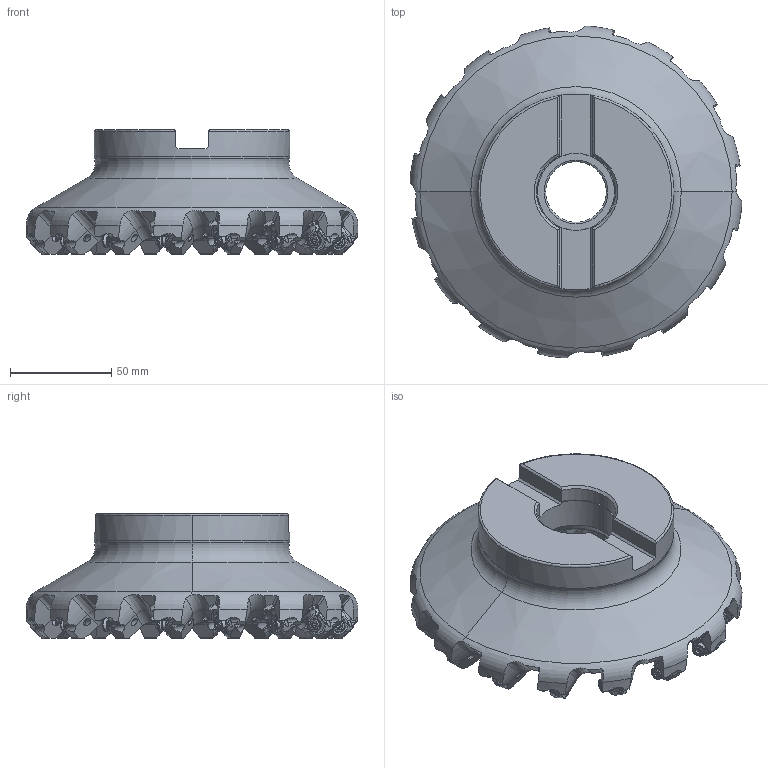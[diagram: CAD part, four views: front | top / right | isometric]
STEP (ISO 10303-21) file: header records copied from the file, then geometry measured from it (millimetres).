
FILE_DESCRIPTION(/* description */ (''),/* implementation_level */ '2;1');
FILE_NAME(/* name */ 'WSX445UR0616EA.stp',/* time_stamp */ '2021-09-08T11:36:28+09:00',/* author */ (''),/* organization */ (''),/* preprocessor_version */ 'ST-DEVELOPER v16',/* originating_system */ 'SIEMENS PLM Software NX 10.0',/* authorisation */ '');
FILE_SCHEMA (('AUTOMOTIVE_DESIGN { 1 0 10303 214 3 1 1 1 }'));
Length unit declared in the file: millimetre
Products named in the file (1): WSX445UR0616EA_ASM
Bounding box: 164.24 x 164.24 x 61.75 mm (x, y, z)
Volume: 574269.2 mm3; surface area: 80804.1 mm2
Topology: 17 solids, 17 shells, 2331 faces, 6034 edges, 3791 vertices
Faces by surface type: cylinder 748, plane 517, bspline 496, torus 240, extrusion 128, sphere 112, cone 90
Entity records: 164809 total; most frequent: CARTESIAN_POINT 112250, ORIENTED_EDGE 12004, DIRECTION 9220, EDGE_CURVE 6002, VERTEX_POINT 3720, AXIS2_PLACEMENT_3D 3720, B_SPLINE_CURVE_WITH_KNOTS 2538, EDGE_LOOP 2412
